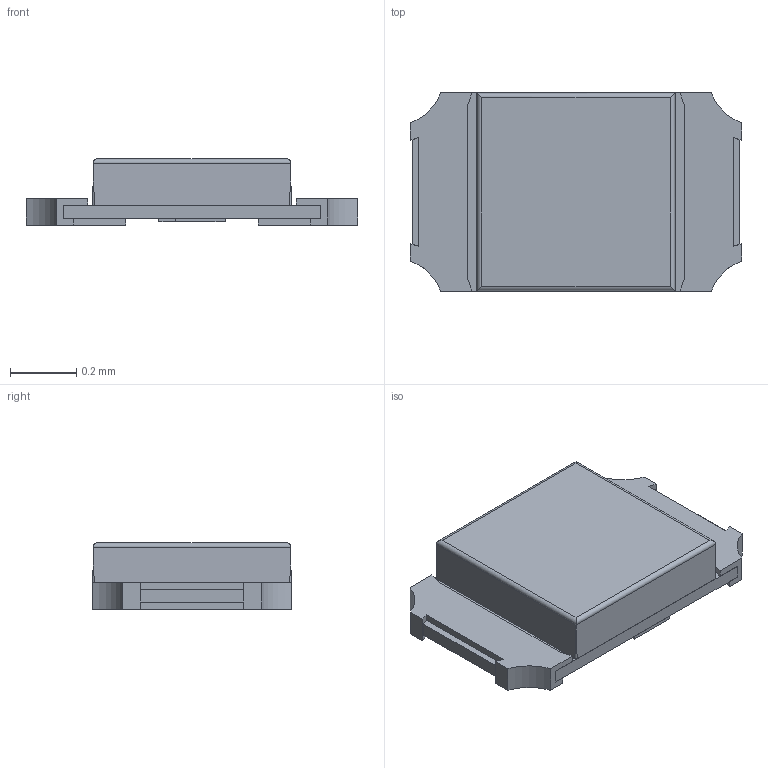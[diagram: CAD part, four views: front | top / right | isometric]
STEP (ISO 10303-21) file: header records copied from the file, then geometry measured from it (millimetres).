
FILE_DESCRIPTION (( 'STEP AP214' ), '1' );
FILE_NAME ('User Library-LED_0402_Y.STEP', '2018-04-09T05:40:57', ( 'zzlei-NEK' ), ( '' ), 'SwSTEP 2.0', 'SolidWorks 2017', '' );
FILE_SCHEMA (( 'AUTOMOTIVE_DESIGN' ));
Length unit declared in the file: millimetre
Products named in the file (6): User Library-LED_1006_Y_Cut005_(Mirror_#1); User Library-LED_1006_Y_Gelb; User Library-LED_0402_Y; User Library-LED_1006_Y_Pad001; User Library-LED_1006_Y_Cut006; User Library-LED_1006_Y_Cut005
Assembly tree (5 placements, depth 2):
  User Library-LED_0402_Y
    User Library-LED_1006_Y_Gelb
    User Library-LED_1006_Y_Cut006
    User Library-LED_1006_Y_Cut005
    User Library-LED_1006_Y_Cut005_(Mirror_#1)
    User Library-LED_1006_Y_Pad001
Bounding box: 1 x 0.6 x 0.2 mm (x, y, z)
Volume: 0.1 mm3; surface area: 3.6 mm2
Topology: 5 solids, 5 shells, 86 faces, 236 edges, 152 vertices
Faces by surface type: plane 54, cylinder 32
Entity records: 3888 total; most frequent: CARTESIAN_POINT 490, DIRECTION 476, ORIENTED_EDGE 464, EDGE_CURVE 232, LINE 168, VECTOR 168, AXIS2_PLACEMENT_3D 154, VERTEX_POINT 152
